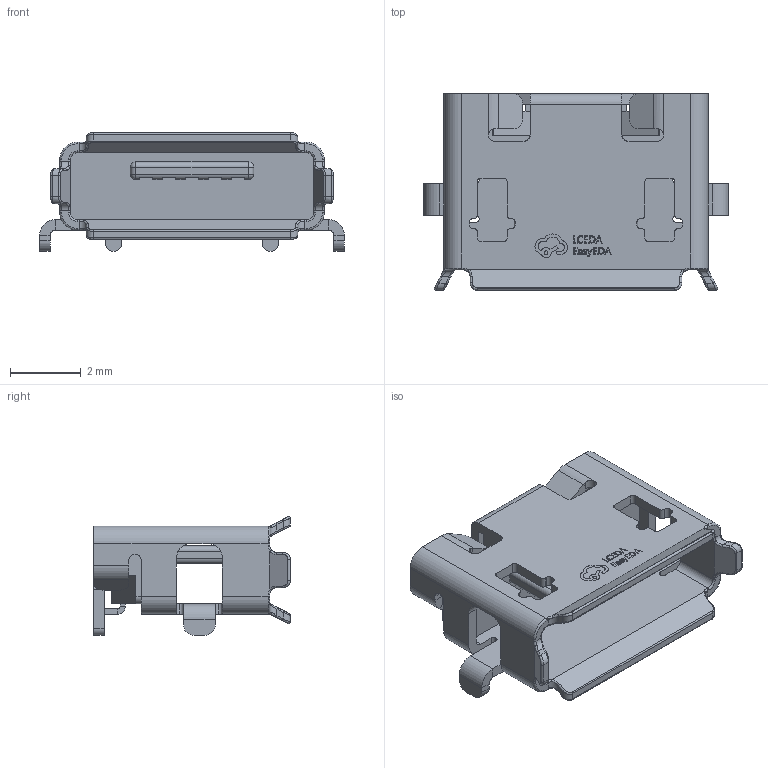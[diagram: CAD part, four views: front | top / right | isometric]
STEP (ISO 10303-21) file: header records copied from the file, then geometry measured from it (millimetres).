
FILE_DESCRIPTION (( 'STEP AP214' ), '1' );
FILE_NAME ('MICRO-USB-SMD_L7.5-W5.0-H2.5.step', '2022-07-07T02:45:55', ( '' ), ( '' ), 'SwSTEP 2.0', 'SolidWorks 2020', '' );
FILE_SCHEMA (( 'AUTOMOTIVE_DESIGN' ));
Length unit declared in the file: millimetre
Products named in the file (1): MICRO-USB-SMD_L7.5-W5.0-H2.5
Bounding box: 8.65 x 5.58 x 3.37 mm (x, y, z)
Volume: 47.3 mm3; surface area: 240.8 mm2
Topology: 1 solids, 1 shells, 770 faces, 2038 edges, 1294 vertices
Faces by surface type: plane 419, cylinder 179, bspline 144, torus 24, sphere 4
Entity records: 33938 total; most frequent: CARTESIAN_POINT 7285, ORIENTED_EDGE 4068, DIRECTION 3332, EDGE_CURVE 2034, VECTOR 1330, LINE 1330, VERTEX_POINT 1294, AXIS2_PLACEMENT_3D 1001
